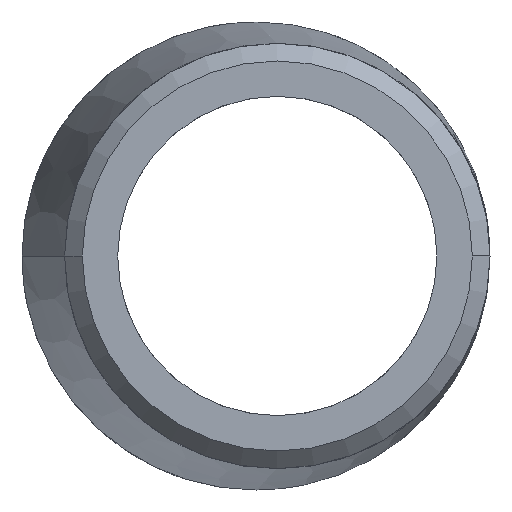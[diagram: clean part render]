
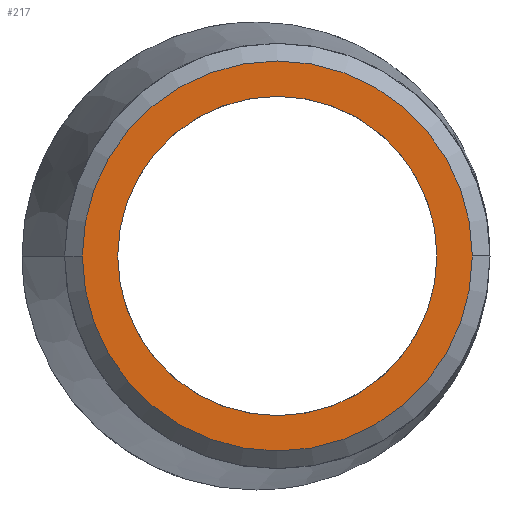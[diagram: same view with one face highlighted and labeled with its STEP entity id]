
A CAD part, left-side view. The second image highlights one B-rep face of the part: STEP entity #217.
In plain terms, the highlighted planar face has unit normal (-1, 0, 0).
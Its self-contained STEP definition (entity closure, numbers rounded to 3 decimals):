
#161 = EDGE_CURVE( '', #227, #267, #382, .T. );
#171 = EDGE_CURVE( '', #267, #227, #393, .T. );
#217 = ADVANCED_FACE( '', ( #444, #445 ), #446, .F. );
#225 = EDGE_CURVE( '', #235, #239, #454, .T. );
#227 = VERTEX_POINT( '', #456 );
#229 = EDGE_CURVE( '', #239, #235, #458, .T. );
#235 = VERTEX_POINT( '', #464 );
#239 = VERTEX_POINT( '', #468 );
#267 = VERTEX_POINT( '', #499 );
#382 = CIRCLE( '', #1183, 37.5 );
#393 = CIRCLE( '', #1196, 37.5 );
#444 = FACE_OUTER_BOUND( '', #1579, .T. );
#445 = FACE_BOUND( '', #1580, .T. );
#446 = PLANE( '', #1581 );
#454 = CIRCLE( '', #1606, 30.7 );
#456 = CARTESIAN_POINT( '', ( 0., -4.1, 37.5 ) );
#458 = CIRCLE( '', #1611, 30.7 );
#464 = CARTESIAN_POINT( '', ( 0., -4.1, 30.7 ) );
#468 = CARTESIAN_POINT( '', ( 0., -4.1, -30.7 ) );
#499 = CARTESIAN_POINT( '', ( 0., -4.1, -37.5 ) );
#1183 = AXIS2_PLACEMENT_3D( '', #2171, #2172, #2173 );
#1196 = AXIS2_PLACEMENT_3D( '', #2187, #2188, #2189 );
#1579 = EDGE_LOOP( '', ( #2250, #2251 ) );
#1580 = EDGE_LOOP( '', ( #2252, #2253 ) );
#1581 = AXIS2_PLACEMENT_3D( '', #2254, #2255, #2256 );
#1606 = AXIS2_PLACEMENT_3D( '', #2260, #2261, #2262 );
#1611 = AXIS2_PLACEMENT_3D( '', #2263, #2264, #2265 );
#2171 = CARTESIAN_POINT( '', ( 0., -4.1, 0. ) );
#2172 = DIRECTION( '', ( 1., 0., 0. ) );
#2173 = DIRECTION( '', ( 0., 0., -1. ) );
#2187 = CARTESIAN_POINT( '', ( 0., -4.1, 0. ) );
#2188 = DIRECTION( '', ( 1., 0., 0. ) );
#2189 = DIRECTION( '', ( 0., 0., -1. ) );
#2250 = ORIENTED_EDGE( '', *, *, #171, .F. );
#2251 = ORIENTED_EDGE( '', *, *, #161, .F. );
#2252 = ORIENTED_EDGE( '', *, *, #229, .F. );
#2253 = ORIENTED_EDGE( '', *, *, #225, .F. );
#2254 = CARTESIAN_POINT( '', ( 0., 0., 0. ) );
#2255 = DIRECTION( '', ( 1., 0., 0. ) );
#2256 = DIRECTION( '', ( 0., 0., -1. ) );
#2260 = CARTESIAN_POINT( '', ( 0., -4.1, 0. ) );
#2261 = DIRECTION( '', ( -1., 0., 0. ) );
#2262 = DIRECTION( '', ( 0., 0., -1. ) );
#2263 = CARTESIAN_POINT( '', ( 0., -4.1, 0. ) );
#2264 = DIRECTION( '', ( -1., 0., 0. ) );
#2265 = DIRECTION( '', ( 0., 0., -1. ) );
